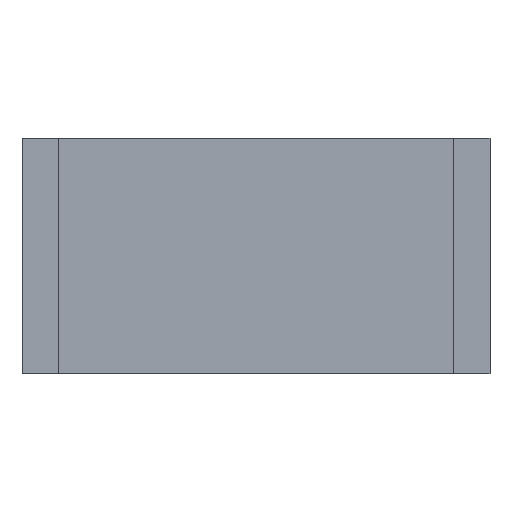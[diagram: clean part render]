
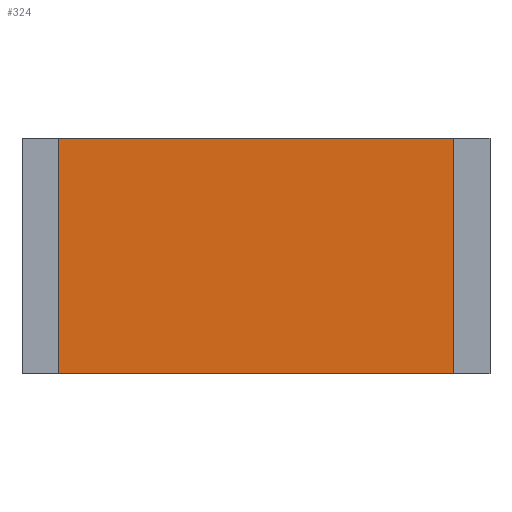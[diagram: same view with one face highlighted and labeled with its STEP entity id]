
A CAD part, front view. The second image highlights one B-rep face of the part: STEP entity #324.
In plain terms, the highlighted planar face has unit normal (0, -1, 0).
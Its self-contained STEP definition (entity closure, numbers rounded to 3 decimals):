
#27 = VECTOR ( 'NONE', #606, 1000. ) ;
#60 = VERTEX_POINT ( 'NONE', #316 ) ;
#91 = EDGE_CURVE ( 'NONE', #154, #186, #411, .T. ) ;
#92 = CARTESIAN_POINT ( 'NONE',  ( -3.142, 0.032, -1.6 ) ) ;
#107 = DIRECTION ( 'NONE',  ( 0., 0., -1. ) ) ;
#154 = VERTEX_POINT ( 'NONE', #92 ) ;
#185 = CARTESIAN_POINT ( 'NONE',  ( 3.142, 0.032, 1.6 ) ) ;
#186 = VERTEX_POINT ( 'NONE', #268 ) ;
#233 = DIRECTION ( 'NONE',  ( 1., 0., 0. ) ) ;
#260 = ORIENTED_EDGE ( 'NONE', *, *, #91, .F. ) ;
#268 = CARTESIAN_POINT ( 'NONE',  ( -3.142, 0.032, 1.6 ) ) ;
#293 = ORIENTED_EDGE ( 'NONE', *, *, #662, .T. ) ;
#316 = CARTESIAN_POINT ( 'NONE',  ( 3.142, 0.032, -1.6 ) ) ;
#324 = ADVANCED_FACE ( 'NONE', ( #676 ), #675, .T. ) ;
#411 = LINE ( 'NONE', #678, #27 ) ;
#467 = CARTESIAN_POINT ( 'NONE',  ( -3.142, 0.032, -1.6 ) ) ;
#490 = DIRECTION ( 'NONE',  ( 0., -1., 0. ) ) ;
#525 = VECTOR ( 'NONE', #233, 1000. ) ;
#587 = CARTESIAN_POINT ( 'NONE',  ( -3.142, 0.032, 1.6 ) ) ;
#596 = LINE ( 'NONE', #587, #525 ) ;
#597 = ORIENTED_EDGE ( 'NONE', *, *, #1130, .T. ) ;
#606 = DIRECTION ( 'NONE',  ( 0., 0., 1. ) ) ;
#652 = DIRECTION ( 'NONE',  ( 1., 0., 0. ) ) ;
#662 = EDGE_CURVE ( 'NONE', #154, #60, #948, .T. ) ;
#675 = PLANE ( 'NONE',  #837 ) ;
#676 = FACE_OUTER_BOUND ( 'NONE', #764, .T. ) ;
#677 = DIRECTION ( 'NONE',  ( 0., 0., 1. ) ) ;
#678 = CARTESIAN_POINT ( 'NONE',  ( -3.142, 0.032, -7.912 ) ) ;
#758 = CARTESIAN_POINT ( 'NONE',  ( 3.142, 0.032, -7.912 ) ) ;
#764 = EDGE_LOOP ( 'NONE', ( #260, #293, #597, #1191 ) ) ;
#814 = EDGE_CURVE ( 'NONE', #186, #1111, #596, .T. ) ;
#837 = AXIS2_PLACEMENT_3D ( 'NONE', #1045, #490, #107 ) ;
#903 = VECTOR ( 'NONE', #677, 1000. ) ;
#930 = VECTOR ( 'NONE', #652, 1000. ) ;
#948 = LINE ( 'NONE', #467, #930 ) ;
#1027 = LINE ( 'NONE', #758, #903 ) ;
#1045 = CARTESIAN_POINT ( 'NONE',  ( -3.142, 0.032, -7.912 ) ) ;
#1111 = VERTEX_POINT ( 'NONE', #185 ) ;
#1130 = EDGE_CURVE ( 'NONE', #60, #1111, #1027, .T. ) ;
#1191 = ORIENTED_EDGE ( 'NONE', *, *, #814, .F. ) ;
